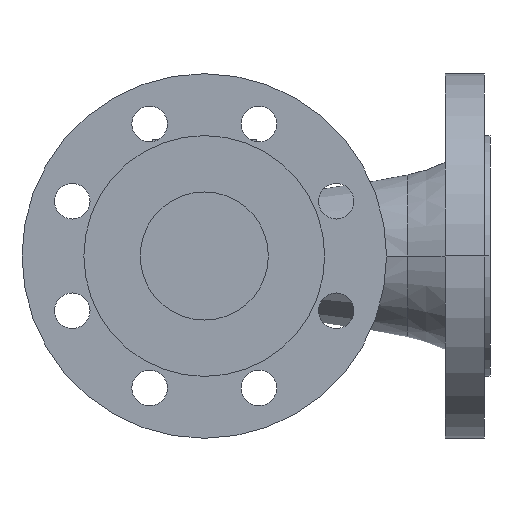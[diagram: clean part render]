
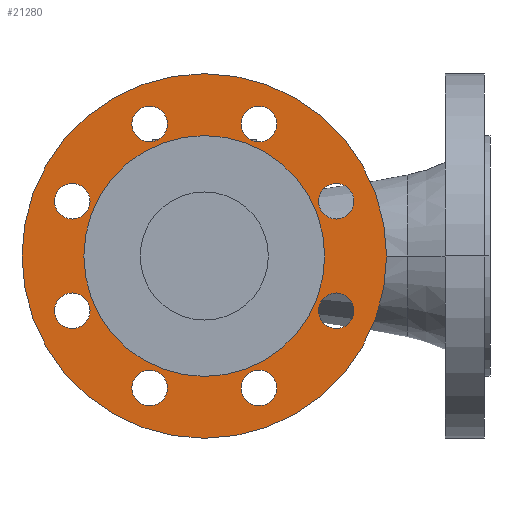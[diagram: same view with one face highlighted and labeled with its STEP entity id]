
A CAD part, front view. The second image highlights one B-rep face of the part: STEP entity #21280.
In plain terms, the highlighted planar face has unit normal (0, -1, 0).
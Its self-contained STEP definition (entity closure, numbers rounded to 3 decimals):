
#1810=CARTESIAN_POINT('',(-61.1,3.,0.))
;
#1820=VERTEX_POINT('',#1810);
#1980=CARTESIAN_POINT('',(61.1,3.,0.));
#1990=VERTEX_POINT('',#1980);
#2020=CARTESIAN_POINT('',(0.,3.,0.));
#2030=DIRECTION('',(0.,-1.,-0.));
#2040=DIRECTION('',(-1.,0.,0.));
#2050=AXIS2_PLACEMENT_3D('',#2020,#2030,#2040);
#2060=CIRCLE('',#2050,61.1);
#2070=EDGE_CURVE('',#1820,#1990,#2060,.T.);
#2210=CARTESIAN_POINT('',(-92.5,3.,0.))
;
#2220=VERTEX_POINT('',#2210);
#2270=CARTESIAN_POINT('',(0.,3.,0.));
#2280=DIRECTION('',(0.,-1.,-0.));
#2290=DIRECTION('',(-1.,0.,0.));
#2300=AXIS2_PLACEMENT_3D('',#2270,#2280,#2290);
#2310=CIRCLE('',#2300,92.5);
#2320=CARTESIAN_POINT('',(92.5,3.,0.));
#2330=VERTEX_POINT('',#2320);
#2340=EDGE_CURVE('',#2220,#2330,#2310,.T.);
#9960=CARTESIAN_POINT('',(75.981,3.,-27.745));
#9970=VERTEX_POINT('',#9960);
#10130=CARTESIAN_POINT('',(57.981,3.,
-27.745));
#10140=VERTEX_POINT('',#10130);
#10170=CARTESIAN_POINT('',(66.981,3.,
-27.745));
#10180=DIRECTION('',(-0.,1.,0.));
#10190=DIRECTION('',(1.,0.,0.));
#10200=AXIS2_PLACEMENT_3D('',#10170,#10180,#10190);
#10210=CIRCLE('',#10200,9.);
#10220=EDGE_CURVE('',#10140,#9970,#10210,.T.);
#10380=CARTESIAN_POINT('',(57.981,3.,
27.745));
#10390=VERTEX_POINT('',#10380);
#10550=CARTESIAN_POINT('',(75.981,3.,
27.745));
#10560=VERTEX_POINT('',#10550);
#10590=CARTESIAN_POINT('',(66.981,3.,
27.745));
#10600=DIRECTION('',(-0.,1.,0.));
#10610=DIRECTION('',(1.,0.,0.));
#10620=AXIS2_PLACEMENT_3D('',#10590,#10600,#10610);
#10630=CIRCLE('',#10620,9.);
#10640=EDGE_CURVE('',#10560,#10390,#10630,.T.);
#10800=CARTESIAN_POINT('',(18.745,3.,
66.981));
#10810=VERTEX_POINT('',#10800);
#10840=CARTESIAN_POINT('',(27.745,3.,
66.981));
#10850=DIRECTION('',(-0.,1.,0.));
#10860=DIRECTION('',(1.,0.,0.));
#10870=AXIS2_PLACEMENT_3D('',#10840,#10850,#10860);
#10880=CIRCLE('',#10870,9.);
#10890=CARTESIAN_POINT('',(36.745,3.,
66.981));
#10900=VERTEX_POINT('',#10890);
#10910=EDGE_CURVE('',#10810,#10900,#10880,.T.);
#11220=CARTESIAN_POINT('',(-18.745,3.,66.981));
#11230=VERTEX_POINT('',#11220);
#11390=CARTESIAN_POINT('',(-36.745,3.,
66.981));
#11400=VERTEX_POINT('',#11390);
#11430=CARTESIAN_POINT('',(-27.745,3.,
66.981));
#11440=DIRECTION('',(-0.,1.,0.));
#11450=DIRECTION('',(1.,0.,0.));
#11460=AXIS2_PLACEMENT_3D('',#11430,#11440,#11450);
#11470=CIRCLE('',#11460,9.);
#11480=EDGE_CURVE('',#11400,#11230,#11470,.T.);
#11640=CARTESIAN_POINT('',(-75.981,3.,
27.745));
#11650=VERTEX_POINT('',#11640);
#11810=CARTESIAN_POINT('',(-57.981,3.,
27.745));
#11820=VERTEX_POINT('',#11810);
#11850=CARTESIAN_POINT('',(-66.981,3.,
27.745));
#11860=DIRECTION('',(-0.,1.,0.));
#11870=DIRECTION('',(1.,0.,0.));
#11880=AXIS2_PLACEMENT_3D('',#11850,#11860,#11870);
#11890=CIRCLE('',#11880,9.);
#11900=EDGE_CURVE('',#11820,#11650,#11890,.T.);
#12060=CARTESIAN_POINT('',(-57.981,3.,-27.745));
#12070=VERTEX_POINT('',#12060);
#12100=CARTESIAN_POINT('',(-66.981,3.,
-27.745));
#12110=DIRECTION('',(-0.,1.,0.));
#12120=DIRECTION('',(1.,0.,0.));
#12130=AXIS2_PLACEMENT_3D('',#12100,#12110,#12120);
#12140=CIRCLE('',#12130,9.);
#12150=CARTESIAN_POINT('',(-75.981,3.,
-27.745));
#12160=VERTEX_POINT('',#12150);
#12170=EDGE_CURVE('',#12070,#12160,#12140,.T.);
#12480=CARTESIAN_POINT('',(-18.745,3.,-66.981));
#12490=VERTEX_POINT('',#12480);
#12650=CARTESIAN_POINT('',(-36.745,3.,
-66.981));
#12660=VERTEX_POINT('',#12650);
#12690=CARTESIAN_POINT('',(-27.745,3.,
-66.981));
#12700=DIRECTION('',(-0.,1.,0.));
#12710=DIRECTION('',(1.,0.,0.));
#12720=AXIS2_PLACEMENT_3D('',#12690,#12700,#12710);
#12730=CIRCLE('',#12720,9.);
#12740=EDGE_CURVE('',#12660,#12490,#12730,.T.);
#12900=CARTESIAN_POINT('',(36.745,3.,-66.981));
#12910=VERTEX_POINT('',#12900);
#13070=CARTESIAN_POINT('',(18.745,3.,
-66.981));
#13080=VERTEX_POINT('',#13070);
#13110=CARTESIAN_POINT('',(27.745,3.,
-66.981));
#13120=DIRECTION('',(-0.,1.,0.));
#13130=DIRECTION('',(1.,0.,0.));
#13140=AXIS2_PLACEMENT_3D('',#13110,#13120,#13130);
#13150=CIRCLE('',#13140,9.);
#13160=EDGE_CURVE('',#13080,#12910,#13150,.T.);
#20730=CARTESIAN_POINT('',(-76.8,3.,0.)
);
#20740=DIRECTION('',(0.,-1.,-0.));
#20750=DIRECTION('',(-1.,0.,0.));
#20760=AXIS2_PLACEMENT_3D('',#20730,#20740,#20750);
#20770=PLANE('',#20760);
#20780=EDGE_CURVE('',#12910,#13080,#13150,.T.);
#20790=ORIENTED_EDGE('',*,*,#20780,.T.);
#20800=ORIENTED_EDGE('',*,*,#13160,.T.);
#20810=EDGE_LOOP('',(#20800,#20790));
#20820=FACE_BOUND('',#20810,.T.);
#20830=EDGE_CURVE('',#12490,#12660,#12730,.T.);
#20840=ORIENTED_EDGE('',*,*,#20830,.T.);
#20850=ORIENTED_EDGE('',*,*,#12740,.T.);
#20860=EDGE_LOOP('',(#20850,#20840));
#20870=FACE_BOUND('',#20860,.T.);
#20880=ORIENTED_EDGE('',*,*,#12170,.T.);
#20890=EDGE_CURVE('',#12160,#12070,#12140,.T.);
#20900=ORIENTED_EDGE('',*,*,#20890,.T.);
#20910=EDGE_LOOP('',(#20900,#20880));
#20920=FACE_BOUND('',#20910,.T.);
#20930=EDGE_CURVE('',#11650,#11820,#11890,.T.);
#20940=ORIENTED_EDGE('',*,*,#20930,.T.);
#20950=ORIENTED_EDGE('',*,*,#11900,.T.);
#20960=EDGE_LOOP('',(#20950,#20940));
#20970=FACE_BOUND('',#20960,.T.);
#20980=EDGE_CURVE('',#11230,#11400,#11470,.T.);
#20990=ORIENTED_EDGE('',*,*,#20980,.T.);
#21000=ORIENTED_EDGE('',*,*,#11480,.T.);
#21010=EDGE_LOOP('',(#21000,#20990));
#21020=FACE_BOUND('',#21010,.T.);
#21030=ORIENTED_EDGE('',*,*,#10910,.T.);
#21040=EDGE_CURVE('',#10900,#10810,#10880,.T.);
#21050=ORIENTED_EDGE('',*,*,#21040,.T.);
#21060=EDGE_LOOP('',(#21050,#21030));
#21070=FACE_BOUND('',#21060,.T.);
#21080=EDGE_CURVE('',#10390,#10560,#10630,.T.);
#21090=ORIENTED_EDGE('',*,*,#21080,.T.);
#21100=ORIENTED_EDGE('',*,*,#10640,.T.);
#21110=EDGE_LOOP('',(#21100,#21090));
#21120=FACE_BOUND('',#21110,.T.);
#21130=EDGE_CURVE('',#9970,#10140,#10210,.T.);
#21140=ORIENTED_EDGE('',*,*,#21130,.T.);
#21150=ORIENTED_EDGE('',*,*,#10220,.T.);
#21160=EDGE_LOOP('',(#21150,#21140));
#21170=FACE_BOUND('',#21160,.T.);
#21180=EDGE_CURVE('',#1990,#1820,#2060,.T.);
#21190=ORIENTED_EDGE('',*,*,#21180,.F.);
#21200=ORIENTED_EDGE('',*,*,#2070,.F.);
#21210=EDGE_LOOP('',(#21200,#21190));
#21220=FACE_BOUND('',#21210,.T.);
#21230=ORIENTED_EDGE('',*,*,#2340,.T.);
#21240=EDGE_CURVE('',#2330,#2220,#2310,.T.);
#21250=ORIENTED_EDGE('',*,*,#21240,.T.);
#21260=EDGE_LOOP('',(#21250,#21230));
#21270=FACE_OUTER_BOUND('',#21260,.T.);
#21280=ADVANCED_FACE('',(#20820,#20870,#20920,#20970,#21020,#21070,
#21120,#21170,#21220,#21270),#20770,.T.);
